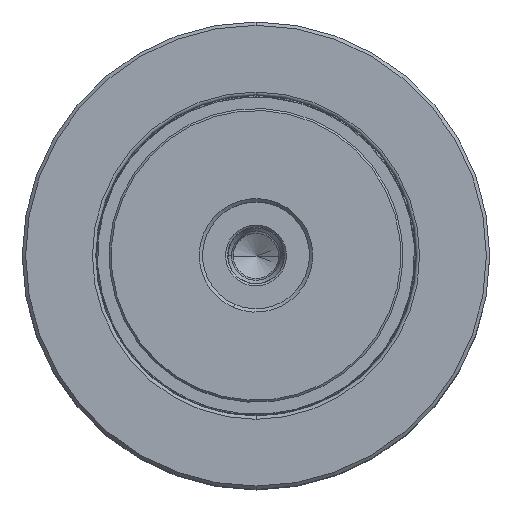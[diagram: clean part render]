
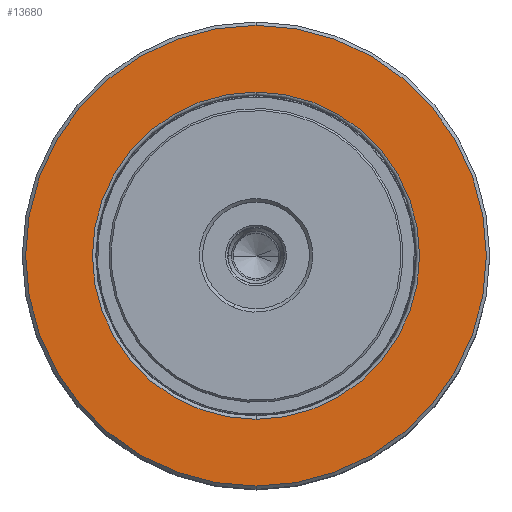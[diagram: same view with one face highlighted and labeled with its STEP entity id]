
A CAD part, top view. The second image highlights one B-rep face of the part: STEP entity #13680.
In plain terms, the highlighted face is planar.
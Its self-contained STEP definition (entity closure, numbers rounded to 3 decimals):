
#1018 = CARTESIAN_POINT ( 'NONE',  ( 0., 45.687, 0. ) ) ;
#1928 = CIRCLE ( 'NONE', #19078, 34.5 ) ;
#3107 = CIRCLE ( 'NONE', #19852, 24.5 ) ;
#6975 = EDGE_LOOP ( 'NONE', ( #41420, #59927 ) ) ;
#8969 = CARTESIAN_POINT ( 'NONE',  ( 0., 45.687, -24.5 ) ) ;
#9195 = ORIENTED_EDGE ( 'NONE', *, *, #10309, .T. ) ;
#9579 = VERTEX_POINT ( 'NONE', #30193 ) ;
#9626 = EDGE_LOOP ( 'NONE', ( #24254, #9195 ) ) ;
#10309 = EDGE_CURVE ( 'NONE', #9579, #60060, #42199, .T. ) ;
#11149 = DIRECTION ( 'NONE',  ( 0., -1., 0. ) ) ;
#13680 = ADVANCED_FACE ( 'NONE', ( #46539, #27952 ), #42719, .T. ) ;
#19078 = AXIS2_PLACEMENT_3D ( 'NONE', #1018, #52415, #57099 ) ;
#19852 = AXIS2_PLACEMENT_3D ( 'NONE', #42222, #55748, #23485 ) ;
#21204 = EDGE_CURVE ( 'NONE', #60060, #9579, #3107, .T. ) ;
#21208 = DIRECTION ( 'NONE',  ( 0., -1., 0. ) ) ;
#23328 = CARTESIAN_POINT ( 'NONE',  ( 0., 45.687, 34.5 ) ) ;
#23485 = DIRECTION ( 'NONE',  ( 0., 0., -1. ) ) ;
#24254 = ORIENTED_EDGE ( 'NONE', *, *, #21204, .T. ) ;
#24769 = AXIS2_PLACEMENT_3D ( 'NONE', #48265, #11149, #53146 ) ;
#25357 = DIRECTION ( 'NONE',  ( 0., 1., 0. ) ) ;
#27952 = FACE_OUTER_BOUND ( 'NONE', #6975, .T. ) ;
#28692 = EDGE_CURVE ( 'NONE', #55179, #52169, #54620, .T. ) ;
#30110 = CARTESIAN_POINT ( 'NONE',  ( 0., 45.687, -34.5 ) ) ;
#30193 = CARTESIAN_POINT ( 'NONE',  ( 0., 45.687, 24.5 ) ) ;
#32450 = AXIS2_PLACEMENT_3D ( 'NONE', #34861, #21208, #39554 ) ;
#34141 = DIRECTION ( 'NONE',  ( 0., 0., 1. ) ) ;
#34861 = CARTESIAN_POINT ( 'NONE',  ( 0., 45.687, 0. ) ) ;
#37719 = AXIS2_PLACEMENT_3D ( 'NONE', #38636, #25357, #34141 ) ;
#38636 = CARTESIAN_POINT ( 'NONE',  ( 34.5, 45.687, 0. ) ) ;
#39554 = DIRECTION ( 'NONE',  ( 0., 0., -1. ) ) ;
#41420 = ORIENTED_EDGE ( 'NONE', *, *, #28692, .F. ) ;
#42199 = CIRCLE ( 'NONE', #24769, 24.5 ) ;
#42222 = CARTESIAN_POINT ( 'NONE',  ( 0., 45.687, 0. ) ) ;
#42719 = PLANE ( 'NONE',  #37719 ) ;
#46539 = FACE_BOUND ( 'NONE', #9626, .T. ) ;
#48265 = CARTESIAN_POINT ( 'NONE',  ( 0., 45.687, 0. ) ) ;
#51673 = EDGE_CURVE ( 'NONE', #52169, #55179, #1928, .T. ) ;
#52169 = VERTEX_POINT ( 'NONE', #23328 ) ;
#52415 = DIRECTION ( 'NONE',  ( 0., -1., 0. ) ) ;
#53146 = DIRECTION ( 'NONE',  ( 0., 0., -1. ) ) ;
#54620 = CIRCLE ( 'NONE', #32450, 34.5 ) ;
#55179 = VERTEX_POINT ( 'NONE', #30110 ) ;
#55748 = DIRECTION ( 'NONE',  ( 0., -1., 0. ) ) ;
#57099 = DIRECTION ( 'NONE',  ( 0., 0., -1. ) ) ;
#59927 = ORIENTED_EDGE ( 'NONE', *, *, #51673, .F. ) ;
#60060 = VERTEX_POINT ( 'NONE', #8969 ) ;
